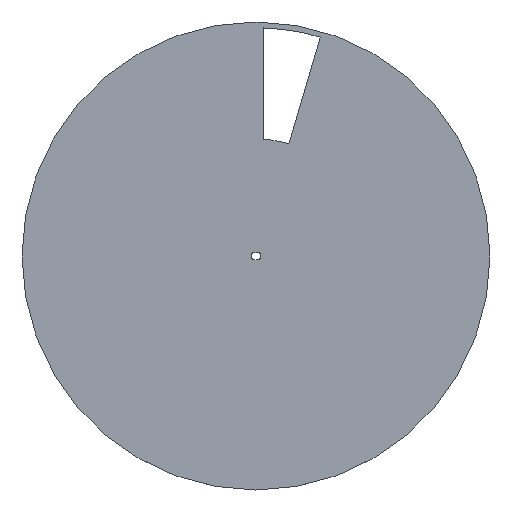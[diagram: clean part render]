
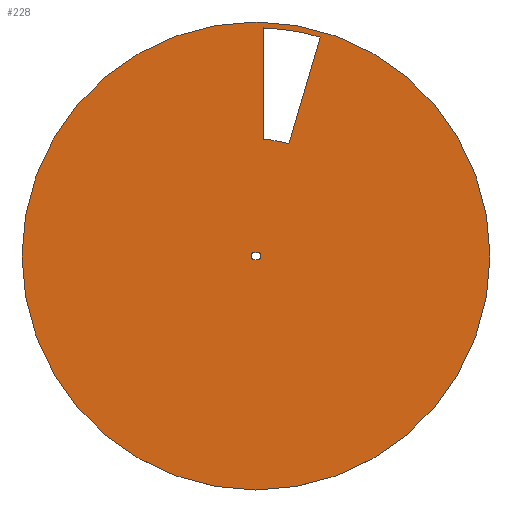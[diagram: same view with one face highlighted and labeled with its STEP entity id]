
A CAD part, top view. The second image highlights one B-rep face of the part: STEP entity #228.
In plain terms, the highlighted planar face has unit normal (0, 0, 1).
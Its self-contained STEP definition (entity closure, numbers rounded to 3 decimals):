
#16=FACE_BOUND('',#48,.T.);
#17=FACE_BOUND('',#49,.T.);
#23=PLANE('',#261);
#33=FACE_OUTER_BOUND('',#47,.T.);
#47=EDGE_LOOP('',(#181));
#48=EDGE_LOOP('',(#182,#183,#184,#185));
#49=EDGE_LOOP('',(#186,#187,#188,#189));
#59=LINE('',#354,#77);
#64=LINE('',#368,#82);
#67=LINE('',#381,#85);
#68=LINE('',#385,#86);
#77=VECTOR('',#285,10.);
#82=VECTOR('',#298,10.);
#85=VECTOR('',#313,10.);
#86=VECTOR('',#316,10.);
#96=CIRCLE('',#254,2.);
#98=CIRCLE('',#258,2.);
#100=CIRCLE('',#262,100.);
#101=CIRCLE('',#263,50.);
#102=CIRCLE('',#264,97.5);
#108=VERTEX_POINT('',#352);
#109=VERTEX_POINT('',#353);
#112=VERTEX_POINT('',#361);
#114=VERTEX_POINT('',#367);
#116=VERTEX_POINT('',#377);
#117=VERTEX_POINT('',#379);
#118=VERTEX_POINT('',#380);
#119=VERTEX_POINT('',#382);
#120=VERTEX_POINT('',#384);
#129=EDGE_CURVE('',#108,#109,#59,.T.);
#133=EDGE_CURVE('',#109,#112,#96,.T.);
#136=EDGE_CURVE('',#112,#114,#64,.T.);
#139=EDGE_CURVE('',#114,#108,#98,.T.);
#141=EDGE_CURVE('',#116,#116,#100,.T.);
#142=EDGE_CURVE('',#117,#118,#67,.T.);
#143=EDGE_CURVE('',#119,#117,#101,.T.);
#144=EDGE_CURVE('',#120,#119,#68,.T.);
#145=EDGE_CURVE('',#118,#120,#102,.T.);
#181=ORIENTED_EDGE('',*,*,#141,.F.);
#182=ORIENTED_EDGE('',*,*,#139,.T.);
#183=ORIENTED_EDGE('',*,*,#129,.T.);
#184=ORIENTED_EDGE('',*,*,#133,.T.);
#185=ORIENTED_EDGE('',*,*,#136,.T.);
#186=ORIENTED_EDGE('',*,*,#142,.F.);
#187=ORIENTED_EDGE('',*,*,#143,.F.);
#188=ORIENTED_EDGE('',*,*,#144,.F.);
#189=ORIENTED_EDGE('',*,*,#145,.F.);
#228=ADVANCED_FACE('',(#33,#16,#17),#23,.T.);
#254=AXIS2_PLACEMENT_3D('',#362,#291,#292);
#258=AXIS2_PLACEMENT_3D('',#373,#303,#304);
#261=AXIS2_PLACEMENT_3D('',#376,#309,#310);
#262=AXIS2_PLACEMENT_3D('',#378,#311,#312);
#263=AXIS2_PLACEMENT_3D('',#383,#314,#315);
#264=AXIS2_PLACEMENT_3D('',#386,#317,#318);
#285=DIRECTION('',(-1.,0.,0.));
#291=DIRECTION('center_axis',(0.,0.,-1.));
#292=DIRECTION('ref_axis',(-1.,0.,0.));
#298=DIRECTION('',(1.,0.,0.));
#303=DIRECTION('center_axis',(0.,0.,-1.));
#304=DIRECTION('ref_axis',(-1.,0.,0.));
#309=DIRECTION('center_axis',(0.,0.,1.));
#310=DIRECTION('ref_axis',(-1.,0.,0.));
#311=DIRECTION('center_axis',(0.,0.,-1.));
#312=DIRECTION('ref_axis',(1.,0.,0.));
#313=DIRECTION('',(0.282,0.96,0.));
#314=DIRECTION('center_axis',(0.,0.,-1.));
#315=DIRECTION('ref_axis',(1.,0.,0.));
#316=DIRECTION('',(0.,-1.,0.));
#317=DIRECTION('center_axis',(0.,0.,1.));
#318=DIRECTION('ref_axis',(1.,0.,0.));
#352=CARTESIAN_POINT('',(1.323,-1.5,3.));
#353=CARTESIAN_POINT('',(-1.323,-1.5,3.));
#354=CARTESIAN_POINT('',(2.,-1.5,3.));
#361=CARTESIAN_POINT('',(-1.323,1.5,3.));
#362=CARTESIAN_POINT('Origin',(0.,0.,3.));
#367=CARTESIAN_POINT('',(1.323,1.5,3.));
#368=CARTESIAN_POINT('',(-2.,1.5,3.));
#373=CARTESIAN_POINT('Origin',(0.,0.,3.));
#376=CARTESIAN_POINT('Origin',(0.,0.,3.));
#377=CARTESIAN_POINT('',(-100.,0.,3.));
#378=CARTESIAN_POINT('Origin',(0.,0.,3.));
#379=CARTESIAN_POINT('',(14.084,47.976,3.));
#380=CARTESIAN_POINT('',(27.463,93.552,3.));
#381=CARTESIAN_POINT('',(13.731,46.776,3.));
#382=CARTESIAN_POINT('',(3.,49.91,3.));
#383=CARTESIAN_POINT('Origin',(0.,0.,3.));
#384=CARTESIAN_POINT('',(3.,97.454,3.));
#385=CARTESIAN_POINT('',(3.,48.727,3.));
#386=CARTESIAN_POINT('Origin',(0.,0.,3.));
